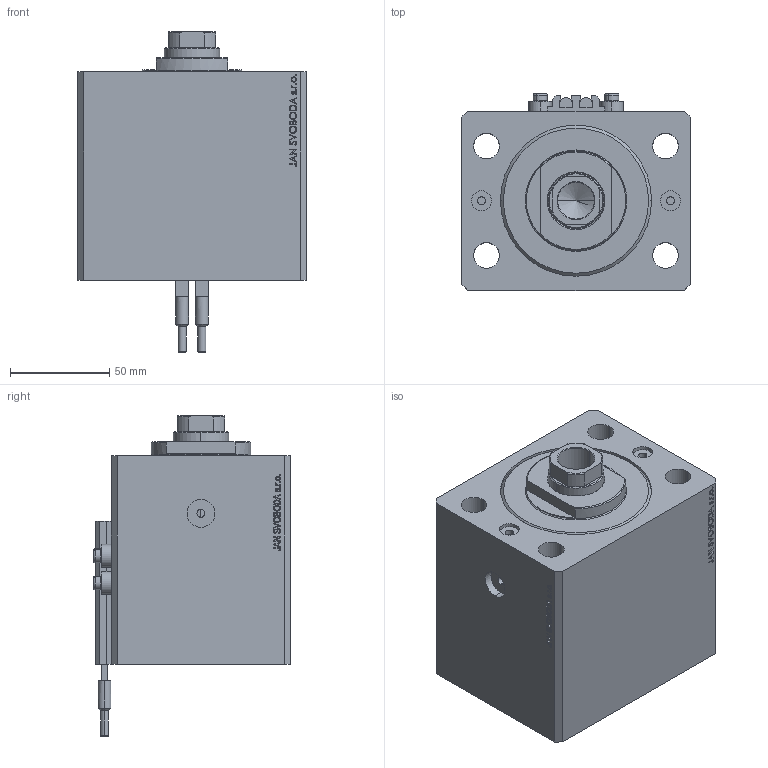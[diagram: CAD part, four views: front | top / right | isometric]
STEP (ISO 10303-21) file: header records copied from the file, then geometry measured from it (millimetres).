
FILE_DESCRIPTION (( 'STEP AP203' ), '1' );
FILE_NAME ('4e93.STEP', '2023-10-07T15:49:22', ( '' ), ( '' ), 'SwSTEP 2.0', 'SolidWorks 2019', '' );
FILE_SCHEMA (( 'CONFIG_CONTROL_DESIGN' ));
Length unit declared in the file: millimetre
Products named in the file (6): V250CE_C_VCP 57891e4cff9beb6f111d8f8b97f4b461; V250CE_VC_C 57891e4cff9beb6f111d8f8b97f4b461; SWITCH_V250CE 57891e4cff9beb6f111d8f8b97f4b461; V250CE_C_Body 57891e4cff9beb6f111d8f8b97f4b461; 4e93; ALLEN BOLT V250CE 57891e4cff9beb6f111d8f8b97f4b461
Assembly tree (9 placements, depth 2):
  4e93
    V250CE_C_Body 57891e4cff9beb6f111d8f8b97f4b461
    ALLEN BOLT V250CE 57891e4cff9beb6f111d8f8b97f4b461  x4
    V250CE_C_VCP 57891e4cff9beb6f111d8f8b97f4b461
    V250CE_VC_C 57891e4cff9beb6f111d8f8b97f4b461
    SWITCH_V250CE 57891e4cff9beb6f111d8f8b97f4b461  x2
Bounding box: 115 x 99 x 161 mm (x, y, z)
Volume: 1000374.6 mm3; surface area: 150410.6 mm2
Topology: 10 solids, 10 shells, 1086 faces, 2708 edges, 1761 vertices
Faces by surface type: plane 536, bspline 374, cylinder 98, cone 60, torus 18
Entity records: 48059 total; most frequent: CARTESIAN_POINT 25992, ORIENTED_EDGE 4998, DIRECTION 3169, EDGE_CURVE 2499, VERTEX_POINT 1647, VECTOR 1517, LINE 1517, EDGE_LOOP 1108
